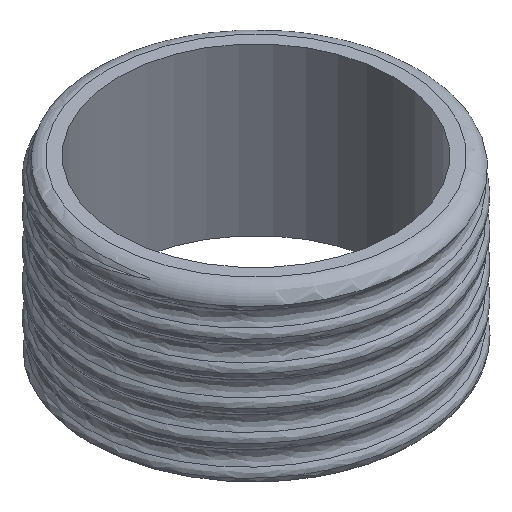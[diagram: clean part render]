
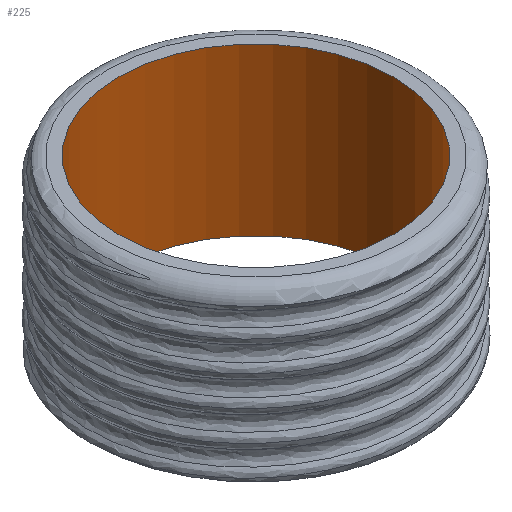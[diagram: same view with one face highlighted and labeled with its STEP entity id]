
A CAD part, isometric view. The second image highlights one B-rep face of the part: STEP entity #225.
In plain terms, the highlighted cylindrical face has radius 16.5 mm (diameter 33 mm), a full revolution.
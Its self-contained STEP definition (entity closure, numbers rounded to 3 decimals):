
#26=CIRCLE('',#257,16.5);
#27=CIRCLE('',#258,16.5);
#32=LINE('',#798,#35);
#35=VECTOR('',#289,16.5);
#41=FACE_OUTER_BOUND('',#54,.T.);
#54=EDGE_LOOP('',(#166,#167,#168,#169));
#103=VERTEX_POINT('',#795);
#104=VERTEX_POINT('',#797);
#130=EDGE_CURVE('',#103,#103,#26,.T.);
#131=EDGE_CURVE('',#103,#104,#32,.T.);
#132=EDGE_CURVE('',#104,#104,#27,.T.);
#166=ORIENTED_EDGE('',*,*,#130,.F.);
#167=ORIENTED_EDGE('',*,*,#131,.T.);
#168=ORIENTED_EDGE('',*,*,#132,.F.);
#169=ORIENTED_EDGE('',*,*,#131,.F.);
#218=CYLINDRICAL_SURFACE('',#256,16.5);
#225=ADVANCED_FACE('',(#41),#218,.F.);
#256=AXIS2_PLACEMENT_3D('',#794,#285,#286);
#257=AXIS2_PLACEMENT_3D('',#796,#287,#288);
#258=AXIS2_PLACEMENT_3D('',#799,#290,#291);
#285=DIRECTION('center_axis',(0.,0.,1.));
#286=DIRECTION('ref_axis',(1.,0.,0.));
#287=DIRECTION('center_axis',(0.,0.,1.));
#288=DIRECTION('ref_axis',(1.,0.,0.));
#289=DIRECTION('',(0.,0.,1.));
#290=DIRECTION('center_axis',(0.,0.,-1.));
#291=DIRECTION('ref_axis',(1.,0.,0.));
#794=CARTESIAN_POINT('Origin',(0.,0.,0.));
#795=CARTESIAN_POINT('',(-16.5,0.,0.));
#796=CARTESIAN_POINT('Origin',(0.,0.,0.));
#797=CARTESIAN_POINT('',(-16.5,0.,20.));
#798=CARTESIAN_POINT('',(-16.5,0.,0.));
#799=CARTESIAN_POINT('Origin',(0.,0.,20.));
